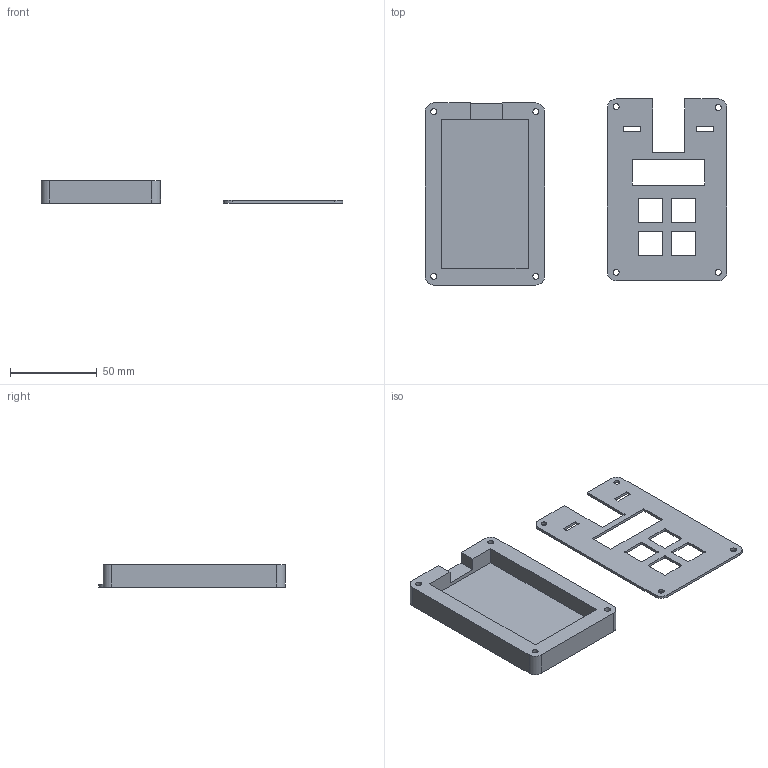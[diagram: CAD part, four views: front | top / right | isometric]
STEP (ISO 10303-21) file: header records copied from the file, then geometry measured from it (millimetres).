
FILE_DESCRIPTION(/* description */ (''),/* implementation_level */ '2;1');
FILE_NAME(/* name */ 'hackpad v2.step',/* time_stamp */ '2026-01-28T21:52:04-03:00',/* author */ (''),/* organization */ (''),/* preprocessor_version */ 'ST-DEVELOPER v20.1',/* originating_system */ 'Autodesk Translation Framework v14.21.0.0',/* authorisation */ '');
FILE_SCHEMA (('AUTOMOTIVE_DESIGN { 1 0 10303 214 3 1 1 }'));
Length unit declared in the file: centimetre
Products named in the file (1): hackpad v2
Bounding box: 174.24 x 107.52 x 13.2 mm (x, y, z)
Volume: 56621 mm3; surface area: 33599.3 mm2
Topology: 2 solids, 2 shells, 422 faces, 1179 edges, 786 vertices
Faces by surface type: bspline 213, plane 173, cylinder 36
Full cylindrical faces by diameter (mm): 3.4 x8, 6 x4
Entity records: 15557 total; most frequent: CARTESIAN_POINT 6009, ORIENTED_EDGE 2358, DIRECTION 1245, EDGE_CURVE 1179, VERTEX_POINT 786, LINE 681, VECTOR 681, EDGE_LOOP 477
